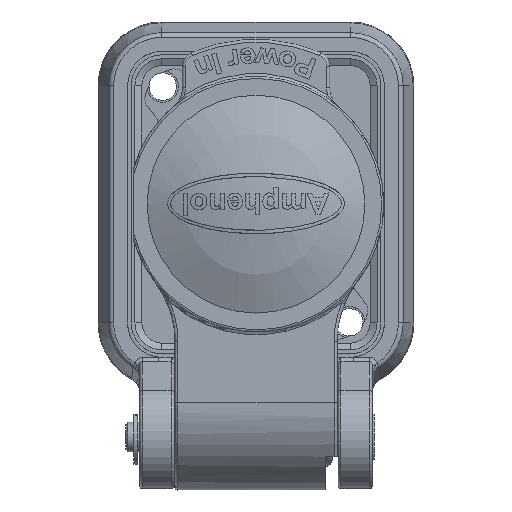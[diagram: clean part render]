
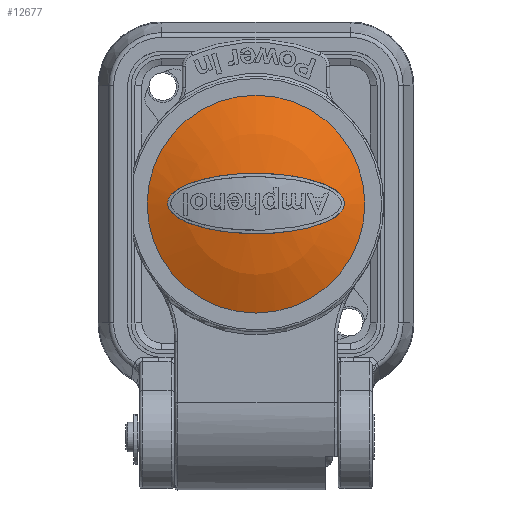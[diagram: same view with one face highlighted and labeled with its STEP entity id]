
A CAD part, top view. The second image highlights one B-rep face of the part: STEP entity #12677.
In plain terms, the highlighted spherical face has radius 26.482 mm.
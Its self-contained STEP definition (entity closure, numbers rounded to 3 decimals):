
#839=B_SPLINE_CURVE_WITH_KNOTS('',3,(#25885,#25886,#25887,#25888,#25889,
#25890,#25891,#25892,#25893,#25894),.UNSPECIFIED.,.F.,.F.,(4,2,2,2,4),(0.006,
0.04,0.08,0.236,0.268),
 .UNSPECIFIED.);
#840=B_SPLINE_CURVE_WITH_KNOTS('',3,(#25896,#25897,#25898,#25899,#25900,
#25901,#25902,#25903,#25904,#25905,#25906,#25907,#25908,#25909),
 .UNSPECIFIED.,.F.,.F.,(4,2,2,2,2,2,4),(0.268,0.419,
0.602,0.969,1.335,1.518,1.669),
 .UNSPECIFIED.);
#841=B_SPLINE_CURVE_WITH_KNOTS('',3,(#25911,#25912,#25913,#25914,#25915,
#25916,#25917,#25918,#25919,#25920),.UNSPECIFIED.,.F.,.F.,(4,2,2,2,4),(1.669,
1.701,1.857,1.897,1.937),
 .UNSPECIFIED.);
#842=B_SPLINE_CURVE_WITH_KNOTS('',3,(#25922,#25923,#25924,#25925,#25926,
#25927,#25928,#25929,#25930,#25931),.UNSPECIFIED.,.F.,.F.,(4,2,2,2,4),(1.937,
1.977,2.017,2.173,2.209),
 .UNSPECIFIED.);
#843=B_SPLINE_CURVE_WITH_KNOTS('',3,(#25933,#25934,#25935,#25936,#25937,
#25938,#25939,#25940,#25941,#25942,#25943,#25944,#25945,#25946),
 .UNSPECIFIED.,.F.,.F.,(4,2,2,2,2,2,4),(2.209,2.356,
2.539,2.906,3.272,3.455,3.602),
 .UNSPECIFIED.);
#844=B_SPLINE_CURVE_WITH_KNOTS('',3,(#25948,#25949,#25950,#25951,#25952,
#25953,#25954,#25955,#25956,#25957),.UNSPECIFIED.,.F.,.F.,(4,2,2,2,4),(0.,
0.162,0.256,0.305,0.353),
 .UNSPECIFIED.);
#845=B_SPLINE_CURVE_WITH_KNOTS('',3,(#25958,#25959,#25960,#25961),
 .UNSPECIFIED.,.F.,.F.,(4,4),(0.,0.006),.UNSPECIFIED.);
#1032=SPHERICAL_SURFACE('',#13838,26.482);
#1610=CIRCLE('',#13839,11.09);
#1611=CIRCLE('',#13840,26.482);
#1612=CIRCLE('',#13841,11.09);
#2516=FACE_OUTER_BOUND('',#3262,.T.);
#3262=EDGE_LOOP('',(#11090,#11091,#11092,#11093,#11094,#11095,#11096,#11097,
#11098,#11099,#11100));
#6101=VERTEX_POINT('',#25879);
#6102=VERTEX_POINT('',#25880);
#6103=VERTEX_POINT('',#25882);
#6104=VERTEX_POINT('',#25884);
#6105=VERTEX_POINT('',#25895);
#6106=VERTEX_POINT('',#25910);
#6107=VERTEX_POINT('',#25921);
#6108=VERTEX_POINT('',#25932);
#6109=VERTEX_POINT('',#25947);
#7810=EDGE_CURVE('',#6101,#6102,#1610,.T.);
#7811=EDGE_CURVE('',#6102,#6103,#1611,.T.);
#7812=EDGE_CURVE('',#6103,#6104,#839,.T.);
#7813=EDGE_CURVE('',#6104,#6105,#840,.T.);
#7814=EDGE_CURVE('',#6105,#6106,#841,.T.);
#7815=EDGE_CURVE('',#6106,#6107,#842,.T.);
#7816=EDGE_CURVE('',#6107,#6108,#843,.T.);
#7817=EDGE_CURVE('',#6108,#6109,#844,.T.);
#7818=EDGE_CURVE('',#6109,#6103,#845,.T.);
#7819=EDGE_CURVE('',#6102,#6101,#1612,.T.);
#11090=ORIENTED_EDGE('',*,*,#7810,.T.);
#11091=ORIENTED_EDGE('',*,*,#7811,.T.);
#11092=ORIENTED_EDGE('',*,*,#7812,.T.);
#11093=ORIENTED_EDGE('',*,*,#7813,.T.);
#11094=ORIENTED_EDGE('',*,*,#7814,.T.);
#11095=ORIENTED_EDGE('',*,*,#7815,.T.);
#11096=ORIENTED_EDGE('',*,*,#7816,.T.);
#11097=ORIENTED_EDGE('',*,*,#7817,.T.);
#11098=ORIENTED_EDGE('',*,*,#7818,.T.);
#11099=ORIENTED_EDGE('',*,*,#7811,.F.);
#11100=ORIENTED_EDGE('',*,*,#7819,.T.);
#12677=ADVANCED_FACE('',(#2516),#1032,.T.);
#13838=AXIS2_PLACEMENT_3D('',#25878,#16554,#16555);
#13839=AXIS2_PLACEMENT_3D('',#25881,#16556,#16557);
#13840=AXIS2_PLACEMENT_3D('',#25883,#16558,#16559);
#13841=AXIS2_PLACEMENT_3D('',#25962,#16560,#16561);
#16554=DIRECTION('center_axis',(0.,0.,
-1.));
#16555=DIRECTION('ref_axis',(1.,0.,0.));
#16556=DIRECTION('center_axis',(0.,0.,
1.));
#16557=DIRECTION('ref_axis',(1.,0.,0.));
#16558=DIRECTION('center_axis',(0.,1.,0.));
#16559=DIRECTION('ref_axis',(-1.,0.,0.));
#16560=DIRECTION('center_axis',(0.,0.,
1.));
#16561=DIRECTION('ref_axis',(1.,0.,0.));
#25878=CARTESIAN_POINT('Origin',(0.,0.,
-18.548));
#25879=CARTESIAN_POINT('',(0.,11.09,5.5));
#25880=CARTESIAN_POINT('',(-11.09,0.,5.5));
#25881=CARTESIAN_POINT('Origin',(0.,0.,
5.5));
#25882=CARTESIAN_POINT('',(-9.01,0.,6.354));
#25883=CARTESIAN_POINT('Origin',(0.,0.,
-18.548));
#25884=CARTESIAN_POINT('',(-7.174,1.802,6.88));
#25885=CARTESIAN_POINT('Ctrl Pts',(-9.01,0.,
6.354));
#25886=CARTESIAN_POINT('Ctrl Pts',(-9.004,0.115,
6.356));
#25887=CARTESIAN_POINT('Ctrl Pts',(-8.977,0.234,
6.365));
#25888=CARTESIAN_POINT('Ctrl Pts',(-8.882,0.479,
6.396));
#25889=CARTESIAN_POINT('Ctrl Pts',(-8.807,0.602,
6.419));
#25890=CARTESIAN_POINT('Ctrl Pts',(-8.421,1.115,6.54));
#25891=CARTESIAN_POINT('Ctrl Pts',(-7.91,1.44,6.689));
#25892=CARTESIAN_POINT('Ctrl Pts',(-7.364,1.714,6.832));
#25893=CARTESIAN_POINT('Ctrl Pts',(-7.27,1.759,6.856));
#25894=CARTESIAN_POINT('Ctrl Pts',(-7.174,1.802,6.88));
#25895=CARTESIAN_POINT('',(7.175,1.795,6.88));
#25896=CARTESIAN_POINT('Ctrl Pts',(-7.174,1.802,6.88));
#25897=CARTESIAN_POINT('Ctrl Pts',(-6.721,2.005,6.993));
#25898=CARTESIAN_POINT('Ctrl Pts',(-6.239,2.171,7.102));
#25899=CARTESIAN_POINT('Ctrl Pts',(-5.129,2.483,7.322));
#25900=CARTESIAN_POINT('Ctrl Pts',(-4.492,2.617,7.427));
#25901=CARTESIAN_POINT('Ctrl Pts',(-2.553,2.928,7.681));
#25902=CARTESIAN_POINT('Ctrl Pts',(-1.22,3.014,7.762));
#25903=CARTESIAN_POINT('Ctrl Pts',(1.223,3.013,7.762));
#25904=CARTESIAN_POINT('Ctrl Pts',(2.556,2.926,7.681));
#25905=CARTESIAN_POINT('Ctrl Pts',(4.495,2.612,7.427));
#25906=CARTESIAN_POINT('Ctrl Pts',(5.131,2.478,7.322));
#25907=CARTESIAN_POINT('Ctrl Pts',(6.241,2.165,7.102));
#25908=CARTESIAN_POINT('Ctrl Pts',(6.723,1.998,6.993));
#25909=CARTESIAN_POINT('Ctrl Pts',(7.175,1.795,6.88));
#25910=CARTESIAN_POINT('',(9.012,-0.067,6.353));
#25911=CARTESIAN_POINT('Ctrl Pts',(7.175,1.795,6.88));
#25912=CARTESIAN_POINT('Ctrl Pts',(7.271,1.752,6.856));
#25913=CARTESIAN_POINT('Ctrl Pts',(7.366,1.707,6.832));
#25914=CARTESIAN_POINT('Ctrl Pts',(7.911,1.432,6.689));
#25915=CARTESIAN_POINT('Ctrl Pts',(8.422,1.107,6.54));
#25916=CARTESIAN_POINT('Ctrl Pts',(8.808,0.593,6.419));
#25917=CARTESIAN_POINT('Ctrl Pts',(8.882,0.47,6.396));
#25918=CARTESIAN_POINT('Ctrl Pts',(8.985,0.207,6.363));
#25919=CARTESIAN_POINT('Ctrl Pts',(9.012,0.066,
6.353));
#25920=CARTESIAN_POINT('Ctrl Pts',(9.012,-0.067,
6.353));
#25921=CARTESIAN_POINT('',(7.137,-1.944,6.88));
#25922=CARTESIAN_POINT('Ctrl Pts',(9.012,-0.067,
6.353));
#25923=CARTESIAN_POINT('Ctrl Pts',(9.012,-0.2,
6.353));
#25924=CARTESIAN_POINT('Ctrl Pts',(8.985,-0.341,
6.361));
#25925=CARTESIAN_POINT('Ctrl Pts',(8.882,-0.604,
6.393));
#25926=CARTESIAN_POINT('Ctrl Pts',(8.807,-0.727,
6.416));
#25927=CARTESIAN_POINT('Ctrl Pts',(8.422,-1.24,6.534));
#25928=CARTESIAN_POINT('Ctrl Pts',(7.911,-1.565,6.682));
#25929=CARTESIAN_POINT('Ctrl Pts',(7.353,-1.845,6.826));
#25930=CARTESIAN_POINT('Ctrl Pts',(7.246,-1.896,6.853));
#25931=CARTESIAN_POINT('Ctrl Pts',(7.137,-1.944,6.88));
#25932=CARTESIAN_POINT('',(-7.138,-1.937,6.88));
#25933=CARTESIAN_POINT('Ctrl Pts',(7.137,-1.944,6.88));
#25934=CARTESIAN_POINT('Ctrl Pts',(6.695,-2.139,6.989));
#25935=CARTESIAN_POINT('Ctrl Pts',(6.225,-2.3,7.094));
#25936=CARTESIAN_POINT('Ctrl Pts',(5.129,-2.608,7.309));
#25937=CARTESIAN_POINT('Ctrl Pts',(4.493,-2.742,7.414));
#25938=CARTESIAN_POINT('Ctrl Pts',(2.553,-3.054,7.666));
#25939=CARTESIAN_POINT('Ctrl Pts',(1.22,-3.139,7.747));
#25940=CARTESIAN_POINT('Ctrl Pts',(-1.223,-3.138,
7.747));
#25941=CARTESIAN_POINT('Ctrl Pts',(-2.556,-3.051,
7.666));
#25942=CARTESIAN_POINT('Ctrl Pts',(-4.496,-2.738,7.414));
#25943=CARTESIAN_POINT('Ctrl Pts',(-5.132,-2.603,
7.309));
#25944=CARTESIAN_POINT('Ctrl Pts',(-6.228,-2.294,
7.094));
#25945=CARTESIAN_POINT('Ctrl Pts',(-6.697,-2.133,
6.989));
#25946=CARTESIAN_POINT('Ctrl Pts',(-7.138,-1.937,
6.88));
#25947=CARTESIAN_POINT('',(-9.012,-0.058,6.353));
#25948=CARTESIAN_POINT('Ctrl Pts',(-7.138,-1.937,
6.88));
#25949=CARTESIAN_POINT('Ctrl Pts',(-7.621,-1.723,
6.761));
#25950=CARTESIAN_POINT('Ctrl Pts',(-8.018,-1.489,
6.65));
#25951=CARTESIAN_POINT('Ctrl Pts',(-8.499,-1.094,6.51));
#25952=CARTESIAN_POINT('Ctrl Pts',(-8.668,-0.924,
6.459));
#25953=CARTESIAN_POINT('Ctrl Pts',(-8.86,-0.631,
6.4));
#25954=CARTESIAN_POINT('Ctrl Pts',(-8.915,-0.523,
6.383));
#25955=CARTESIAN_POINT('Ctrl Pts',(-8.992,-0.295,6.359));
#25956=CARTESIAN_POINT('Ctrl Pts',(-9.012,-0.178,
6.353));
#25957=CARTESIAN_POINT('Ctrl Pts',(-9.012,-0.058,
6.353));
#25958=CARTESIAN_POINT('Ctrl Pts',(-9.012,-0.058,
6.353));
#25959=CARTESIAN_POINT('Ctrl Pts',(-9.012,-0.039,
6.353));
#25960=CARTESIAN_POINT('Ctrl Pts',(-9.012,-0.02,
6.353));
#25961=CARTESIAN_POINT('Ctrl Pts',(-9.01,0.,
6.354));
#25962=CARTESIAN_POINT('Origin',(0.,0.,
5.5));
